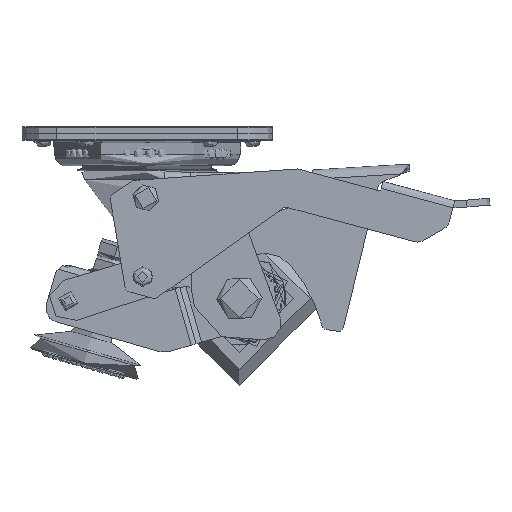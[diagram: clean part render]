
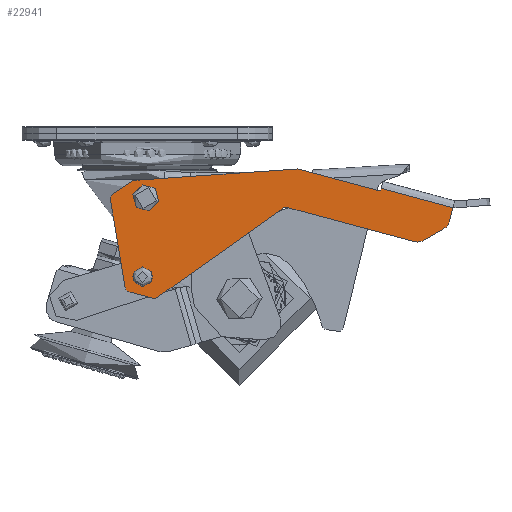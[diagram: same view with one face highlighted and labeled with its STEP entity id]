
A CAD part, front view. The second image highlights one B-rep face of the part: STEP entity #22941.
In plain terms, the highlighted face is planar.
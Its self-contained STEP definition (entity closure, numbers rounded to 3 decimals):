
#2489=FACE_BOUND('',#4596,.T.);
#2490=FACE_BOUND('',#4597,.T.);
#2750=PLANE('',#25845);
#3204=FACE_OUTER_BOUND('',#4595,.T.);
#4595=EDGE_LOOP('',(#15923,#15924,#15925,#15926,#15927,#15928,#15929,#15930,
#15931,#15932,#15933,#15934,#15935,#15936,#15937,#15938,#15939,#15940,#15941,
#15942,#15943));
#4596=EDGE_LOOP('',(#15944));
#4597=EDGE_LOOP('',(#15945));
#6217=LINE('',#34813,#7643);
#6232=LINE('',#34863,#7658);
#6235=LINE('',#34871,#7661);
#6237=LINE('',#34875,#7663);
#6240=LINE('',#34883,#7666);
#6243=LINE('',#34891,#7669);
#6246=LINE('',#34899,#7672);
#6249=LINE('',#34907,#7675);
#6252=LINE('',#34915,#7678);
#6255=LINE('',#34923,#7681);
#6259=LINE('',#34935,#7685);
#6260=LINE('',#34937,#7686);
#7643=VECTOR('',#28357,1.);
#7658=VECTOR('',#28398,1.);
#7661=VECTOR('',#28407,1.);
#7663=VECTOR('',#28411,1.);
#7666=VECTOR('',#28420,1.);
#7669=VECTOR('',#28429,1.);
#7672=VECTOR('',#28438,1.);
#7675=VECTOR('',#28447,1.);
#7678=VECTOR('',#28456,1.);
#7681=VECTOR('',#28465,1.);
#7685=VECTOR('',#28479,1.);
#7686=VECTOR('',#28482,1.);
#9060=CIRCLE('',#25793,3.1);
#9062=CIRCLE('',#25796,3.1);
#9077=CIRCLE('',#25816,0.5);
#9078=CIRCLE('',#25819,1.);
#9079=CIRCLE('',#25823,3.);
#9080=CIRCLE('',#25826,2.);
#9081=CIRCLE('',#25829,3.);
#9082=CIRCLE('',#25832,3.);
#9083=CIRCLE('',#25835,3.);
#9084=CIRCLE('',#25838,5.);
#9085=CIRCLE('',#25841,5.);
#10098=VERTEX_POINT('',#34773);
#10100=VERTEX_POINT('',#34779);
#10111=VERTEX_POINT('',#34802);
#10114=VERTEX_POINT('',#34812);
#10135=VERTEX_POINT('',#34858);
#10136=VERTEX_POINT('',#34862);
#10137=VERTEX_POINT('',#34866);
#10138=VERTEX_POINT('',#34870);
#10139=VERTEX_POINT('',#34874);
#10140=VERTEX_POINT('',#34878);
#10141=VERTEX_POINT('',#34882);
#10142=VERTEX_POINT('',#34886);
#10143=VERTEX_POINT('',#34890);
#10144=VERTEX_POINT('',#34894);
#10145=VERTEX_POINT('',#34898);
#10146=VERTEX_POINT('',#34902);
#10147=VERTEX_POINT('',#34906);
#10148=VERTEX_POINT('',#34910);
#10149=VERTEX_POINT('',#34914);
#10150=VERTEX_POINT('',#34918);
#10151=VERTEX_POINT('',#34922);
#10152=VERTEX_POINT('',#34926);
#10154=VERTEX_POINT('',#34933);
#12437=EDGE_CURVE('',#10098,#10098,#9060,.T.);
#12440=EDGE_CURVE('',#10100,#10100,#9062,.T.);
#12456=EDGE_CURVE('',#10111,#10114,#6217,.T.);
#12479=EDGE_CURVE('',#10114,#10135,#9077,.T.);
#12481=EDGE_CURVE('',#10135,#10136,#6232,.T.);
#12483=EDGE_CURVE('',#10136,#10137,#9078,.T.);
#12485=EDGE_CURVE('',#10137,#10138,#6235,.T.);
#12487=EDGE_CURVE('',#10138,#10139,#6237,.T.);
#12489=EDGE_CURVE('',#10139,#10140,#9079,.T.);
#12491=EDGE_CURVE('',#10140,#10141,#6240,.T.);
#12493=EDGE_CURVE('',#10141,#10142,#9080,.T.);
#12495=EDGE_CURVE('',#10142,#10143,#6243,.T.);
#12497=EDGE_CURVE('',#10143,#10144,#9081,.T.);
#12499=EDGE_CURVE('',#10144,#10145,#6246,.T.);
#12501=EDGE_CURVE('',#10145,#10146,#9082,.T.);
#12503=EDGE_CURVE('',#10146,#10147,#6249,.T.);
#12505=EDGE_CURVE('',#10147,#10148,#9083,.T.);
#12507=EDGE_CURVE('',#10148,#10149,#6252,.T.);
#12509=EDGE_CURVE('',#10149,#10150,#9084,.T.);
#12511=EDGE_CURVE('',#10150,#10151,#6255,.T.);
#12513=EDGE_CURVE('',#10151,#10152,#9085,.T.);
#12518=EDGE_CURVE('',#10152,#10154,#6259,.T.);
#12519=EDGE_CURVE('',#10154,#10111,#6260,.T.);
#15923=ORIENTED_EDGE('',*,*,#12519,.T.);
#15924=ORIENTED_EDGE('',*,*,#12456,.T.);
#15925=ORIENTED_EDGE('',*,*,#12479,.T.);
#15926=ORIENTED_EDGE('',*,*,#12481,.T.);
#15927=ORIENTED_EDGE('',*,*,#12483,.T.);
#15928=ORIENTED_EDGE('',*,*,#12485,.T.);
#15929=ORIENTED_EDGE('',*,*,#12487,.T.);
#15930=ORIENTED_EDGE('',*,*,#12489,.T.);
#15931=ORIENTED_EDGE('',*,*,#12491,.T.);
#15932=ORIENTED_EDGE('',*,*,#12493,.T.);
#15933=ORIENTED_EDGE('',*,*,#12495,.T.);
#15934=ORIENTED_EDGE('',*,*,#12497,.T.);
#15935=ORIENTED_EDGE('',*,*,#12499,.T.);
#15936=ORIENTED_EDGE('',*,*,#12501,.T.);
#15937=ORIENTED_EDGE('',*,*,#12503,.T.);
#15938=ORIENTED_EDGE('',*,*,#12505,.T.);
#15939=ORIENTED_EDGE('',*,*,#12507,.T.);
#15940=ORIENTED_EDGE('',*,*,#12509,.T.);
#15941=ORIENTED_EDGE('',*,*,#12511,.T.);
#15942=ORIENTED_EDGE('',*,*,#12513,.T.);
#15943=ORIENTED_EDGE('',*,*,#12518,.T.);
#15944=ORIENTED_EDGE('',*,*,#12437,.F.);
#15945=ORIENTED_EDGE('',*,*,#12440,.F.);
#22941=ADVANCED_FACE('',(#3204,#2489,#2490),#2750,.T.);
#25793=AXIS2_PLACEMENT_3D('',#34774,#28322,#28323);
#25796=AXIS2_PLACEMENT_3D('',#34780,#28329,#28330);
#25816=AXIS2_PLACEMENT_3D('',#34859,#28393,#28394);
#25819=AXIS2_PLACEMENT_3D('',#34867,#28402,#28403);
#25823=AXIS2_PLACEMENT_3D('',#34879,#28415,#28416);
#25826=AXIS2_PLACEMENT_3D('',#34887,#28424,#28425);
#25829=AXIS2_PLACEMENT_3D('',#34895,#28433,#28434);
#25832=AXIS2_PLACEMENT_3D('',#34903,#28442,#28443);
#25835=AXIS2_PLACEMENT_3D('',#34911,#28451,#28452);
#25838=AXIS2_PLACEMENT_3D('',#34919,#28460,#28461);
#25841=AXIS2_PLACEMENT_3D('',#34927,#28469,#28470);
#25845=AXIS2_PLACEMENT_3D('',#34936,#28480,#28481);
#28322=DIRECTION('center_axis',(1.,0.,0.));
#28323=DIRECTION('ref_axis',(0.,0.259,0.966));
#28329=DIRECTION('center_axis',(1.,0.,0.));
#28330=DIRECTION('ref_axis',(0.,0.259,0.966));
#28357=DIRECTION('',(0.,-0.259,-0.966));
#28393=DIRECTION('center_axis',(-1.,0.,0.));
#28394=DIRECTION('ref_axis',(0.,0.259,0.966));
#28398=DIRECTION('',(0.,-0.966,0.259));
#28402=DIRECTION('center_axis',(1.,0.,0.));
#28403=DIRECTION('ref_axis',(0.,0.259,0.966));
#28407=DIRECTION('',(0.,-0.998,-0.07));
#28411=DIRECTION('',(0.,-0.998,-0.07));
#28415=DIRECTION('center_axis',(1.,0.,0.));
#28416=DIRECTION('ref_axis',(0.,0.259,0.966));
#28420=DIRECTION('',(0.,-0.831,-0.556));
#28424=DIRECTION('center_axis',(1.,0.,0.));
#28425=DIRECTION('ref_axis',(0.,0.259,0.966));
#28429=DIRECTION('',(0.,0.165,-0.986));
#28433=DIRECTION('center_axis',(1.,0.,0.));
#28434=DIRECTION('ref_axis',(0.,0.259,0.966));
#28438=DIRECTION('',(0.,0.966,-0.259));
#28442=DIRECTION('center_axis',(1.,0.,0.));
#28443=DIRECTION('ref_axis',(0.,0.259,0.966));
#28447=DIRECTION('',(0.,0.815,0.58));
#28451=DIRECTION('center_axis',(-1.,0.,0.));
#28452=DIRECTION('ref_axis',(0.,0.259,0.966));
#28456=DIRECTION('',(0.,0.966,-0.259));
#28460=DIRECTION('center_axis',(1.,0.,0.));
#28461=DIRECTION('ref_axis',(0.,0.259,0.966));
#28465=DIRECTION('',(0.,0.866,0.5));
#28469=DIRECTION('center_axis',(1.,0.,0.));
#28470=DIRECTION('ref_axis',(0.,0.259,0.966));
#28479=DIRECTION('',(0.,0.259,0.966));
#28480=DIRECTION('center_axis',(1.,0.,0.));
#28481=DIRECTION('ref_axis',(0.,0.,
1.));
#28482=DIRECTION('',(0.,-0.966,0.259));
#34773=CARTESIAN_POINT('',(36.102,-1.19,-59.179));
#34774=CARTESIAN_POINT('Origin',(36.102,-1.993,-62.173));
#34779=CARTESIAN_POINT('',(36.102,0.158,-25.169));
#34780=CARTESIAN_POINT('Origin',(36.102,-0.644,-28.163));
#34802=CARTESIAN_POINT('',(36.102,100.87,-24.086));
#34812=CARTESIAN_POINT('',(36.102,100.686,-24.774));
#34813=CARTESIAN_POINT('',(36.102,119.023,43.662));
#34858=CARTESIAN_POINT('',(36.102,100.073,-25.128));
#34859=CARTESIAN_POINT('Origin',(36.102,100.203,-24.645));
#34862=CARTESIAN_POINT('',(36.102,64.979,-15.724));
#34863=CARTESIAN_POINT('',(36.102,100.073,-25.128));
#34866=CARTESIAN_POINT('',(36.102,64.65,-15.692));
#34867=CARTESIAN_POINT('Origin',(36.102,64.72,-16.69));
#34870=CARTESIAN_POINT('',(36.102,-1.095,-20.29));
#34871=CARTESIAN_POINT('',(36.102,64.65,-15.692));
#34874=CARTESIAN_POINT('',(36.102,-5.392,-20.59));
#34875=CARTESIAN_POINT('',(36.102,-1.095,-20.29));
#34878=CARTESIAN_POINT('',(36.102,-6.85,-21.089));
#34879=CARTESIAN_POINT('Origin',(36.102,-5.183,-23.583));
#34882=CARTESIAN_POINT('',(36.102,-15.08,-26.589));
#34883=CARTESIAN_POINT('',(36.102,-6.85,-21.089));
#34886=CARTESIAN_POINT('',(36.102,-15.941,-28.582));
#34887=CARTESIAN_POINT('Origin',(36.102,-13.969,-28.252));
#34890=CARTESIAN_POINT('',(36.102,-9.61,-66.39));
#34891=CARTESIAN_POINT('',(36.102,-15.941,-28.582));
#34894=CARTESIAN_POINT('',(36.102,-7.428,-68.792));
#34895=CARTESIAN_POINT('Origin',(36.102,-6.652,-65.894));
#34898=CARTESIAN_POINT('',(36.102,2.103,-71.346));
#34899=CARTESIAN_POINT('',(36.102,-7.428,-68.792));
#34902=CARTESIAN_POINT('',(36.102,4.619,-70.893));
#34903=CARTESIAN_POINT('Origin',(36.102,2.88,-68.448));
#34906=CARTESIAN_POINT('',(36.102,58.12,-32.821));
#34907=CARTESIAN_POINT('',(36.102,4.619,-70.893));
#34910=CARTESIAN_POINT('',(36.102,60.636,-32.367));
#34911=CARTESIAN_POINT('Origin',(36.102,59.859,-35.265));
#34914=CARTESIAN_POINT('',(36.102,115.327,-47.022));
#34915=CARTESIAN_POINT('',(36.102,60.636,-32.367));
#34918=CARTESIAN_POINT('',(36.102,119.121,-46.522));
#34919=CARTESIAN_POINT('Origin',(36.102,116.621,-42.192));
#34922=CARTESIAN_POINT('',(36.102,127.816,-41.502));
#34923=CARTESIAN_POINT('',(36.102,119.121,-46.522));
#34926=CARTESIAN_POINT('',(36.102,130.146,-38.466));
#34927=CARTESIAN_POINT('Origin',(36.102,125.316,-37.171));
#34933=CARTESIAN_POINT('',(36.102,131.78,-32.368));
#34935=CARTESIAN_POINT('',(36.102,130.146,-38.466));
#34936=CARTESIAN_POINT('Origin',(36.102,146.553,42.083));
#34937=CARTESIAN_POINT('',(36.102,100.87,-24.086));
